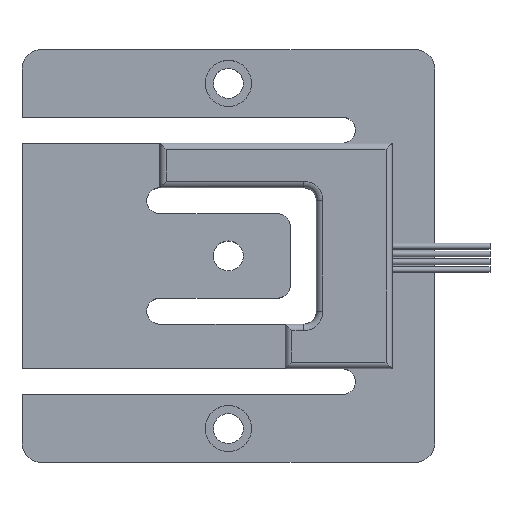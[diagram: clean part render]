
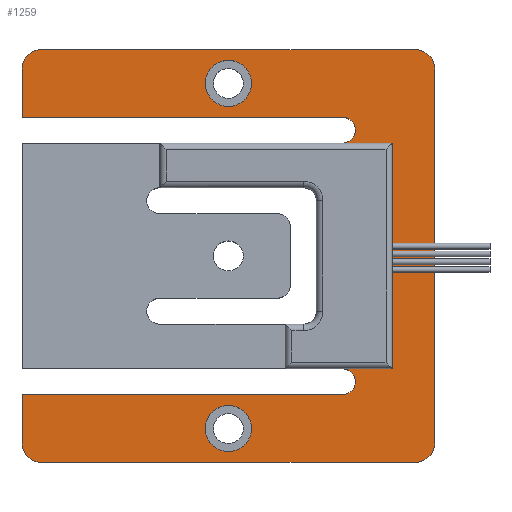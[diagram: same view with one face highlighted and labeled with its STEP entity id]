
A CAD part, top view. The second image highlights one B-rep face of the part: STEP entity #1259.
In plain terms, the highlighted planar face has unit normal (0, 0, 1).
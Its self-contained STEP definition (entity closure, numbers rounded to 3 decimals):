
#33=FACE_BOUND('',#162,.T.);
#34=FACE_BOUND('',#163,.T.);
#43=PLANE('',#1394);
#87=FACE_OUTER_BOUND('',#161,.T.);
#161=EDGE_LOOP('',(#944,#945,#946,#947,#948,#949,#950,#951,#952,#953,#954,
#955,#956,#957,#958,#959));
#162=EDGE_LOOP('',(#960,#961));
#163=EDGE_LOOP('',(#962,#963));
#266=LINE('',#2073,#377);
#267=LINE('',#2075,#378);
#268=LINE('',#2079,#379);
#269=LINE('',#2081,#380);
#270=LINE('',#2085,#381);
#271=LINE('',#2089,#382);
#272=LINE('',#2093,#383);
#273=LINE('',#2097,#384);
#274=LINE('',#2099,#385);
#275=LINE('',#2102,#386);
#377=VECTOR('',#1650,1000.);
#378=VECTOR('',#1651,1000.);
#379=VECTOR('',#1654,1000.);
#380=VECTOR('',#1655,1000.);
#381=VECTOR('',#1658,1000.);
#382=VECTOR('',#1661,1000.);
#383=VECTOR('',#1664,1000.);
#384=VECTOR('',#1667,1000.);
#385=VECTOR('',#1668,1000.);
#386=VECTOR('',#1671,1000.);
#465=CIRCLE('',#1352,3.55);
#466=CIRCLE('',#1353,3.55);
#469=CIRCLE('',#1357,3.55);
#470=CIRCLE('',#1358,3.55);
#499=CIRCLE('',#1395,2.);
#500=CIRCLE('',#1396,3.);
#501=CIRCLE('',#1397,3.);
#502=CIRCLE('',#1398,3.);
#503=CIRCLE('',#1399,3.);
#504=CIRCLE('',#1400,2.);
#534=VERTEX_POINT('',#1932);
#535=VERTEX_POINT('',#1934);
#538=VERTEX_POINT('',#1942);
#539=VERTEX_POINT('',#1944);
#594=VERTEX_POINT('',#2071);
#595=VERTEX_POINT('',#2072);
#596=VERTEX_POINT('',#2074);
#597=VERTEX_POINT('',#2076);
#598=VERTEX_POINT('',#2078);
#599=VERTEX_POINT('',#2080);
#600=VERTEX_POINT('',#2082);
#601=VERTEX_POINT('',#2084);
#602=VERTEX_POINT('',#2086);
#603=VERTEX_POINT('',#2088);
#604=VERTEX_POINT('',#2090);
#605=VERTEX_POINT('',#2092);
#606=VERTEX_POINT('',#2094);
#607=VERTEX_POINT('',#2096);
#608=VERTEX_POINT('',#2098);
#609=VERTEX_POINT('',#2100);
#664=EDGE_CURVE('',#535,#534,#465,.T.);
#665=EDGE_CURVE('',#534,#535,#466,.T.);
#669=EDGE_CURVE('',#539,#538,#469,.T.);
#670=EDGE_CURVE('',#538,#539,#470,.T.);
#733=EDGE_CURVE('',#594,#595,#266,.T.);
#734=EDGE_CURVE('',#596,#594,#267,.T.);
#735=EDGE_CURVE('',#596,#597,#499,.T.);
#736=EDGE_CURVE('',#597,#598,#268,.T.);
#737=EDGE_CURVE('',#598,#599,#269,.T.);
#738=EDGE_CURVE('',#599,#600,#500,.T.);
#739=EDGE_CURVE('',#600,#601,#270,.T.);
#740=EDGE_CURVE('',#601,#602,#501,.T.);
#741=EDGE_CURVE('',#602,#603,#271,.T.);
#742=EDGE_CURVE('',#603,#604,#502,.T.);
#743=EDGE_CURVE('',#604,#605,#272,.T.);
#744=EDGE_CURVE('',#605,#606,#503,.T.);
#745=EDGE_CURVE('',#606,#607,#273,.T.);
#746=EDGE_CURVE('',#607,#608,#274,.T.);
#747=EDGE_CURVE('',#608,#609,#504,.T.);
#748=EDGE_CURVE('',#595,#609,#275,.T.);
#944=ORIENTED_EDGE('',*,*,#733,.F.);
#945=ORIENTED_EDGE('',*,*,#734,.F.);
#946=ORIENTED_EDGE('',*,*,#735,.T.);
#947=ORIENTED_EDGE('',*,*,#736,.T.);
#948=ORIENTED_EDGE('',*,*,#737,.T.);
#949=ORIENTED_EDGE('',*,*,#738,.T.);
#950=ORIENTED_EDGE('',*,*,#739,.T.);
#951=ORIENTED_EDGE('',*,*,#740,.T.);
#952=ORIENTED_EDGE('',*,*,#741,.T.);
#953=ORIENTED_EDGE('',*,*,#742,.T.);
#954=ORIENTED_EDGE('',*,*,#743,.T.);
#955=ORIENTED_EDGE('',*,*,#744,.T.);
#956=ORIENTED_EDGE('',*,*,#745,.T.);
#957=ORIENTED_EDGE('',*,*,#746,.T.);
#958=ORIENTED_EDGE('',*,*,#747,.T.);
#959=ORIENTED_EDGE('',*,*,#748,.F.);
#960=ORIENTED_EDGE('',*,*,#664,.T.);
#961=ORIENTED_EDGE('',*,*,#665,.T.);
#962=ORIENTED_EDGE('',*,*,#669,.T.);
#963=ORIENTED_EDGE('',*,*,#670,.T.);
#1259=ADVANCED_FACE('',(#87,#33,#34),#43,.T.);
#1352=AXIS2_PLACEMENT_3D('',#1935,#1529,#1530);
#1353=AXIS2_PLACEMENT_3D('',#1936,#1531,#1532);
#1357=AXIS2_PLACEMENT_3D('',#1945,#1540,#1541);
#1358=AXIS2_PLACEMENT_3D('',#1946,#1542,#1543);
#1394=AXIS2_PLACEMENT_3D('',#2070,#1648,#1649);
#1395=AXIS2_PLACEMENT_3D('',#2077,#1652,#1653);
#1396=AXIS2_PLACEMENT_3D('',#2083,#1656,#1657);
#1397=AXIS2_PLACEMENT_3D('',#2087,#1659,#1660);
#1398=AXIS2_PLACEMENT_3D('',#2091,#1662,#1663);
#1399=AXIS2_PLACEMENT_3D('',#2095,#1665,#1666);
#1400=AXIS2_PLACEMENT_3D('',#2101,#1669,#1670);
#1529=DIRECTION('center_axis',(0.,0.,-1.));
#1530=DIRECTION('ref_axis',(-1.,0.,0.));
#1531=DIRECTION('center_axis',(0.,0.,-1.));
#1532=DIRECTION('ref_axis',(-1.,0.,0.));
#1540=DIRECTION('center_axis',(0.,0.,-1.));
#1541=DIRECTION('ref_axis',(-1.,0.,0.));
#1542=DIRECTION('center_axis',(0.,0.,-1.));
#1543=DIRECTION('ref_axis',(-1.,0.,0.));
#1648=DIRECTION('center_axis',(0.,0.,1.));
#1649=DIRECTION('ref_axis',(1.,0.,0.));
#1650=DIRECTION('',(0.,1.,0.));
#1651=DIRECTION('',(1.,0.,0.));
#1652=DIRECTION('center_axis',(0.,0.,-1.));
#1653=DIRECTION('ref_axis',(1.,0.,0.));
#1654=DIRECTION('',(-1.,0.,0.));
#1655=DIRECTION('',(0.,-1.,0.));
#1656=DIRECTION('center_axis',(0.,0.,1.));
#1657=DIRECTION('ref_axis',(1.,0.,0.));
#1658=DIRECTION('',(1.,0.,0.));
#1659=DIRECTION('center_axis',(0.,0.,1.));
#1660=DIRECTION('ref_axis',(1.,0.,0.));
#1661=DIRECTION('',(0.,1.,0.));
#1662=DIRECTION('center_axis',(0.,0.,1.));
#1663=DIRECTION('ref_axis',(1.,0.,0.));
#1664=DIRECTION('',(-1.,0.,0.));
#1665=DIRECTION('center_axis',(0.,0.,1.));
#1666=DIRECTION('ref_axis',(1.,0.,0.));
#1667=DIRECTION('',(0.,-1.,0.));
#1668=DIRECTION('',(1.,0.,0.));
#1669=DIRECTION('center_axis',(0.,0.,-1.));
#1670=DIRECTION('ref_axis',(1.,0.,0.));
#1671=DIRECTION('',(-1.,0.,0.));
#1932=CARTESIAN_POINT('',(1226.036,510.224,11.7));
#1934=CARTESIAN_POINT('',(1233.136,510.224,11.7));
#1935=CARTESIAN_POINT('Origin',(1229.586,510.224,11.7));
#1936=CARTESIAN_POINT('Origin',(1229.586,510.224,11.7));
#1942=CARTESIAN_POINT('',(1226.036,563.324,11.7));
#1944=CARTESIAN_POINT('',(1233.136,563.324,11.7));
#1945=CARTESIAN_POINT('Origin',(1229.586,563.324,11.7));
#1946=CARTESIAN_POINT('Origin',(1229.586,563.324,11.7));
#2070=CARTESIAN_POINT('Origin',(1258.336,508.024,11.7));
#2071=CARTESIAN_POINT('',(1254.836,519.424,11.7));
#2072=CARTESIAN_POINT('',(1254.836,554.124,11.7));
#2073=CARTESIAN_POINT('',(1254.836,554.124,11.7));
#2074=CARTESIAN_POINT('',(1247.136,519.424,11.7));
#2075=CARTESIAN_POINT('',(1254.836,519.424,11.7));
#2076=CARTESIAN_POINT('',(1247.136,515.424,11.7));
#2077=CARTESIAN_POINT('Origin',(1247.136,517.424,11.7));
#2078=CARTESIAN_POINT('',(1197.836,515.424,11.7));
#2079=CARTESIAN_POINT('',(1197.836,515.424,11.7));
#2080=CARTESIAN_POINT('',(1197.836,508.024,11.7));
#2081=CARTESIAN_POINT('',(1197.836,515.424,11.7));
#2082=CARTESIAN_POINT('',(1200.836,505.024,11.7));
#2083=CARTESIAN_POINT('Origin',(1200.836,508.024,11.7));
#2084=CARTESIAN_POINT('',(1258.336,505.024,11.7));
#2085=CARTESIAN_POINT('',(1200.836,505.024,11.7));
#2086=CARTESIAN_POINT('',(1261.336,508.024,11.7));
#2087=CARTESIAN_POINT('Origin',(1258.336,508.024,11.7));
#2088=CARTESIAN_POINT('',(1261.336,565.524,11.7));
#2089=CARTESIAN_POINT('',(1261.336,536.774,11.7));
#2090=CARTESIAN_POINT('',(1258.336,568.524,11.7));
#2091=CARTESIAN_POINT('Origin',(1258.336,565.524,11.7));
#2092=CARTESIAN_POINT('',(1200.836,568.524,11.7));
#2093=CARTESIAN_POINT('',(1200.836,568.524,11.7));
#2094=CARTESIAN_POINT('',(1197.836,565.524,11.7));
#2095=CARTESIAN_POINT('Origin',(1200.836,565.524,11.7));
#2096=CARTESIAN_POINT('',(1197.836,558.124,11.7));
#2097=CARTESIAN_POINT('',(1197.836,558.124,11.7));
#2098=CARTESIAN_POINT('',(1247.136,558.124,11.7));
#2099=CARTESIAN_POINT('',(1197.836,558.124,11.7));
#2100=CARTESIAN_POINT('',(1247.136,554.124,11.7));
#2101=CARTESIAN_POINT('Origin',(1247.136,556.124,11.7));
#2102=CARTESIAN_POINT('',(1219.036,554.124,11.7));
